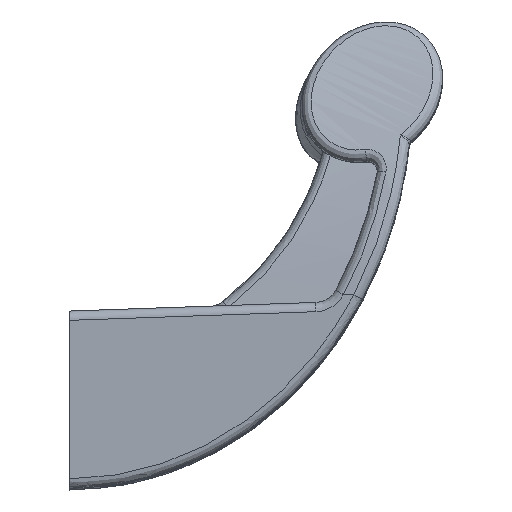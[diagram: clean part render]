
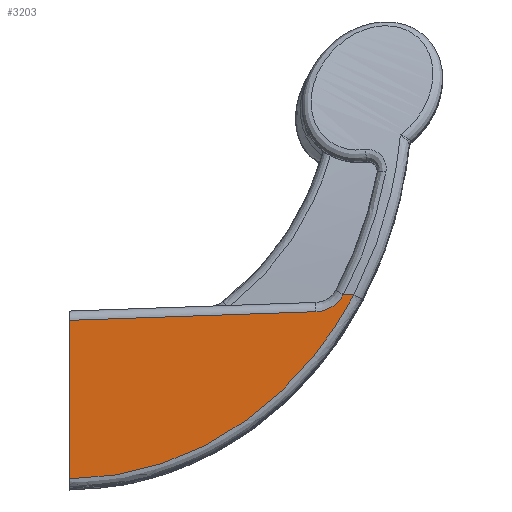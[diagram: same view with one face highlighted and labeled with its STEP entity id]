
A CAD part, top view. The second image highlights one B-rep face of the part: STEP entity #3203.
In plain terms, the highlighted planar face has unit normal (-0.035, 0, 0.999).
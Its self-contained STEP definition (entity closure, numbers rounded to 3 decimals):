
#11 = ORIENTED_EDGE ( 'NONE', *, *, #5929, .T. ) ;
#54 = CARTESIAN_POINT ( 'NONE',  ( 43.347, -0.145, 119.514 ) ) ;
#117 = CARTESIAN_POINT ( 'NONE',  ( 26.445, -11.153, 118.923 ) ) ;
#178 = CARTESIAN_POINT ( 'NONE',  ( 9.138, -16.317, 118.319 ) ) ;
#763 = ORIENTED_EDGE ( 'NONE', *, *, #17685, .T. ) ;
#1015 = CARTESIAN_POINT ( 'NONE',  ( 1.595, -16.998, 118.056 ) ) ;
#1257 = CARTESIAN_POINT ( 'NONE',  ( 55.999, 14.123, 119.956 ) ) ;
#1372 = CARTESIAN_POINT ( 'NONE',  ( 17.273, -14.555, 118.603 ) ) ;
#1433 = CARTESIAN_POINT ( 'NONE',  ( 35.621, -6.049, 119.244 ) ) ;
#2337 = CARTESIAN_POINT ( 'NONE',  ( 0., -17., 118. ) ) ;
#2624 = CARTESIAN_POINT ( 'NONE',  ( 58.802, 22.475, 120.053 ) ) ;
#2639 = CARTESIAN_POINT ( 'NONE',  ( 43.195, -0.279, 119.508 ) ) ;
#2698 = CARTESIAN_POINT ( 'NONE',  ( 29.136, -9.865, 119.017 ) ) ;
#2750 = CARTESIAN_POINT ( 'NONE',  ( 9.338, -16.287, 118.326 ) ) ;
#2814 = CARTESIAN_POINT ( 'NONE',  ( 27.676, -10.571, 118.966 ) ) ;
#2876 = CARTESIAN_POINT ( 'NONE',  ( 8.742, -16.375, 118.305 ) ) ;
#3002 = CARTESIAN_POINT ( 'NONE',  ( 52.911, 18.849, 119.848 ) ) ;
#3203 = ADVANCED_FACE ( 'NONE', ( #14626 ), #3749, .T. ) ;
#3420 = CARTESIAN_POINT ( 'NONE',  ( 55.271, 19.319, 119.93 ) ) ;
#3480 = CARTESIAN_POINT ( 'NONE',  ( 58.511, 21.944, 120.043 ) ) ;
#3622 = EDGE_LOOP ( 'NONE', ( #11, #763, #7025, #13397, #13859 ) ) ;
#3749 = PLANE ( 'NONE',  #6527 ) ;
#3873 = CARTESIAN_POINT ( 'NONE',  ( 0., -19., 118. ) ) ;
#4156 = CARTESIAN_POINT ( 'NONE',  ( 35.871, -5.883, 119.253 ) ) ;
#4221 = CARTESIAN_POINT ( 'NONE',  ( 51.31, 7.958, 119.792 ) ) ;
#4277 = CARTESIAN_POINT ( 'NONE',  ( 0., -17., 118. ) ) ;
#4281 = CARTESIAN_POINT ( 'NONE',  ( 22.575, -12.814, 118.788 ) ) ;
#4794 = CARTESIAN_POINT ( 'NONE',  ( 61.06, 22.475, 120.132 ) ) ;
#4882 = DIRECTION ( 'NONE',  ( -0.999, -0.035, -0.035 ) ) ;
#5187 = CARTESIAN_POINT ( 'NONE',  ( 6.761, -16.634, 118.236 ) ) ;
#5433 = CARTESIAN_POINT ( 'NONE',  ( 46.427, 2.671, 119.621 ) ) ;
#5492 = CARTESIAN_POINT ( 'NONE',  ( 13.43, -15.56, 118.469 ) ) ;
#5548 = CARTESIAN_POINT ( 'NONE',  ( 49.329, 5.722, 119.723 ) ) ;
#5604 = CARTESIAN_POINT ( 'NONE',  ( 33.609, -7.339, 119.174 ) ) ;
#5668 = CARTESIAN_POINT ( 'NONE',  ( 34.786, -6.595, 119.215 ) ) ;
#5929 = EDGE_CURVE ( 'NONE', #11837, #12687, #17137, .T. ) ;
#6527 = AXIS2_PLACEMENT_3D ( 'NONE', #3873, #13543, #12025 ) ;
#6730 = B_SPLINE_CURVE_WITH_KNOTS ( 'NONE', 3,
 ( #15820, #3480, #10441, #7519, #14488, #8921, #3420, #13084, #7580, #13205 ),
 .UNSPECIFIED., .F., .F.,
 ( 4, 2, 2, 2, 4 ),
 ( 0., 0.25, 0.5, 0.75, 1. ),
 .UNSPECIFIED. ) ;
#6855 = CARTESIAN_POINT ( 'NONE',  ( 11.098, -16.013, 118.388 ) ) ;
#6918 = CARTESIAN_POINT ( 'NONE',  ( 35.371, -6.214, 119.235 ) ) ;
#6949 = DIRECTION ( 'NONE',  ( 0.999, 0., 0.035 ) ) ;
#6982 = CARTESIAN_POINT ( 'NONE',  ( 57.905, 16.901, 120.022 ) ) ;
#7025 = ORIENTED_EDGE ( 'NONE', *, *, #9492, .F. ) ;
#7037 = CARTESIAN_POINT ( 'NONE',  ( 54.495, 12.005, 119.903 ) ) ;
#7519 = CARTESIAN_POINT ( 'NONE',  ( 57.32, 20.58, 120.002 ) ) ;
#7580 = CARTESIAN_POINT ( 'NONE',  ( 53.517, 18.87, 119.869 ) ) ;
#8236 = LINE ( 'NONE', #17890, #15824 ) ;
#8253 = CARTESIAN_POINT ( 'NONE',  ( 37.264, -4.951, 119.301 ) ) ;
#8316 = CARTESIAN_POINT ( 'NONE',  ( 50.237, 6.738, 119.754 ) ) ;
#8375 = CARTESIAN_POINT ( 'NONE',  ( 27.084, -10.855, 118.946 ) ) ;
#8432 = CARTESIAN_POINT ( 'NONE',  ( 50.203, 6.699, 119.753 ) ) ;
#8921 = CARTESIAN_POINT ( 'NONE',  ( 55.82, 19.566, 119.949 ) ) ;
#9492 = EDGE_CURVE ( 'NONE', #11985, #10221, #8236, .T. ) ;
#9651 = CARTESIAN_POINT ( 'NONE',  ( 52.821, 9.784, 119.845 ) ) ;
#9708 = CARTESIAN_POINT ( 'NONE',  ( 31.227, -8.761, 119.09 ) ) ;
#10221 = VERTEX_POINT ( 'NONE', #4794 ) ;
#10274 = CARTESIAN_POINT ( 'NONE',  ( 0., 17.001, 118. ) ) ;
#10352 = VECTOR ( 'NONE', #4882, 1000. ) ;
#10441 = CARTESIAN_POINT ( 'NONE',  ( 58.155, 21.458, 120.031 ) ) ;
#10996 = CARTESIAN_POINT ( 'NONE',  ( 35.787, -5.939, 119.25 ) ) ;
#11055 = CARTESIAN_POINT ( 'NONE',  ( 25.163, -11.731, 118.879 ) ) ;
#11110 = CARTESIAN_POINT ( 'NONE',  ( 42.892, -0.541, 119.498 ) ) ;
#11837 = VERTEX_POINT ( 'NONE', #10274 ) ;
#11985 = VERTEX_POINT ( 'NONE', #2624 ) ;
#12025 = DIRECTION ( 'NONE',  ( 0.999, 0., 0.035 ) ) ;
#12074 = CARTESIAN_POINT ( 'NONE',  ( 3.984, -16.904, 118.139 ) ) ;
#12313 = CARTESIAN_POINT ( 'NONE',  ( 48.376, 4.687, 119.689 ) ) ;
#12434 = CARTESIAN_POINT ( 'NONE',  ( 27.539, -10.638, 118.962 ) ) ;
#12490 = CARTESIAN_POINT ( 'NONE',  ( 44.687, 1.035, 119.561 ) ) ;
#12551 = CARTESIAN_POINT ( 'NONE',  ( 20.32, -13.614, 118.71 ) ) ;
#12687 = VERTEX_POINT ( 'NONE', #4277 ) ;
#13084 = CARTESIAN_POINT ( 'NONE',  ( 54.11, 18.968, 119.89 ) ) ;
#13205 = CARTESIAN_POINT ( 'NONE',  ( 52.911, 18.849, 119.848 ) ) ;
#13397 = ORIENTED_EDGE ( 'NONE', *, *, #14267, .T. ) ;
#13543 = DIRECTION ( 'NONE',  ( -0.035, 0., 0.999 ) ) ;
#13765 = CARTESIAN_POINT ( 'NONE',  ( 49.801, 6.246, 119.739 ) ) ;
#13827 = CARTESIAN_POINT ( 'NONE',  ( 39.19, -3.567, 119.369 ) ) ;
#13859 = ORIENTED_EDGE ( 'NONE', *, *, #16581, .T. ) ;
#13893 = CARTESIAN_POINT ( 'NONE',  ( 55.655, 13.628, 119.944 ) ) ;
#13958 = CARTESIAN_POINT ( 'NONE',  ( 27.629, -10.594, 118.965 ) ) ;
#14267 = EDGE_CURVE ( 'NONE', #11985, #15826, #6730, .T. ) ;
#14339 = VECTOR ( 'NONE', #16254, 1000. ) ;
#14488 = CARTESIAN_POINT ( 'NONE',  ( 56.852, 20.201, 119.985 ) ) ;
#14626 = FACE_OUTER_BOUND ( 'NONE', #3622, .T. ) ;
#15110 = CARTESIAN_POINT ( 'NONE',  ( 61.06, 22.475, 120.132 ) ) ;
#15166 = CARTESIAN_POINT ( 'NONE',  ( 15.739, -14.975, 118.55 ) ) ;
#15228 = CARTESIAN_POINT ( 'NONE',  ( 27.402, -10.703, 118.957 ) ) ;
#15289 = CARTESIAN_POINT ( 'NONE',  ( 55.884, 13.957, 119.952 ) ) ;
#15352 = CARTESIAN_POINT ( 'NONE',  ( 42.437, -0.933, 119.482 ) ) ;
#15766 = CARTESIAN_POINT ( 'NONE',  ( 52.911, 18.849, 119.848 ) ) ;
#15820 = CARTESIAN_POINT ( 'NONE',  ( 58.802, 22.475, 120.053 ) ) ;
#15824 = VECTOR ( 'NONE', #6949, 1000. ) ;
#15826 = VERTEX_POINT ( 'NONE', #3002 ) ;
#16254 = DIRECTION ( 'NONE',  ( 0., -1., 0. ) ) ;
#16478 = CARTESIAN_POINT ( 'NONE',  ( 8.148, -16.459, 118.285 ) ) ;
#16533 = CARTESIAN_POINT ( 'NONE',  ( 18.04, -14.33, 118.63 ) ) ;
#16581 = EDGE_CURVE ( 'NONE', #15826, #11837, #17480, .T. ) ;
#16592 = CARTESIAN_POINT ( 'NONE',  ( 50.136, 6.623, 119.751 ) ) ;
#16656 = CARTESIAN_POINT ( 'NONE',  ( 59.555, 19.63, 120.08 ) ) ;
#16698 = B_SPLINE_CURVE_WITH_KNOTS ( 'NONE', 3,
 ( #2337, #1015, #12074, #5187, #16478, #2876, #178, #2750, #6855, #5492, #15166, #1372, #16533, #12551, #4281, #11055, #117, #8375, #15228, #12434, #13958, #2814, #2698, #9708, #5604, #5668, #6918, #1433, #10996, #4156, #8253, #13827, #17864, #15352, #11110, #2639, #54, #12490, #5433, #12313, #5548, #13765, #17916, #16592, #8432, #8316, #4221, #9651, #7037, #16712, #13893, #15289, #1257, #6982, #16656, #15110 ),
 .UNSPECIFIED., .F., .F.,
 ( 4, 1, 1, 1, 2, 2, 1, 2, 2, 1, 1, 1, 1, 1, 2, 2, 1, 1, 1, 1, 2, 2, 1, 1, 1, 2, 2, 1, 1, 1, 1, 1, 2, 2, 1, 1, 1, 2, 2, 4 ),
 ( 0., 0.062, 0.094, 0.109, 0.117, 0.125, 0.187, 0.219, 0.25, 0.312, 0.344, 0.359, 0.367, 0.371, 0.373, 0.375, 0.437, 0.469, 0.484, 0.492, 0.496, 0.5, 0.562, 0.594, 0.609, 0.617, 0.625, 0.688, 0.719, 0.734, 0.742, 0.746, 0.748, 0.75, 0.813, 0.844, 0.859, 0.867, 0.875, 1. ),
 .UNSPECIFIED. ) ;
#16712 = CARTESIAN_POINT ( 'NONE',  ( 55.31, 13.138, 119.931 ) ) ;
#17137 = LINE ( 'NONE', #17636, #14339 ) ;
#17480 = LINE ( 'NONE', #15766, #10352 ) ;
#17636 = CARTESIAN_POINT ( 'NONE',  ( 0., -19., 118. ) ) ;
#17685 = EDGE_CURVE ( 'NONE', #12687, #10221, #16698, .T. ) ;
#17864 = CARTESIAN_POINT ( 'NONE',  ( 41.366, -1.831, 119.445 ) ) ;
#17890 = CARTESIAN_POINT ( 'NONE',  ( 49.2, 22.475, 119.718 ) ) ;
#17916 = CARTESIAN_POINT ( 'NONE',  ( 50.036, 6.51, 119.747 ) ) ;
